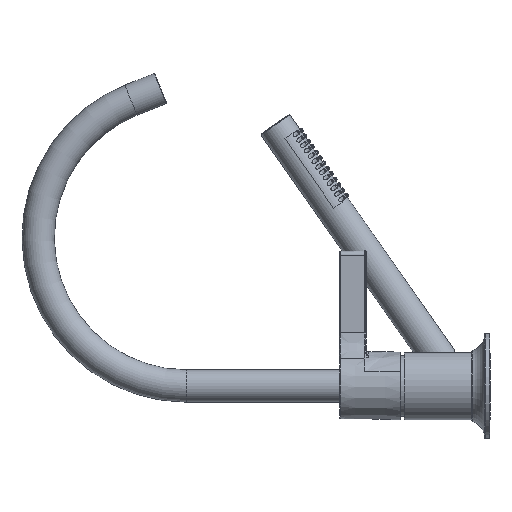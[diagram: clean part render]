
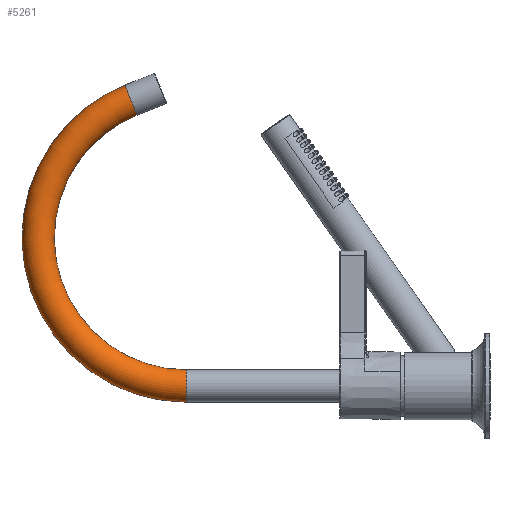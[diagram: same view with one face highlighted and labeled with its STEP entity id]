
A CAD part, left-side view. The second image highlights one B-rep face of the part: STEP entity #5261.
In plain terms, the highlighted toroidal (fillet/blend) face has major radius 110 mm and minor radius 12 mm.
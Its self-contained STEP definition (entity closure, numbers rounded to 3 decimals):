
#107 = DIRECTION ( 'NONE',  ( 0., 0., 1. ) ) ;
#608 = VERTEX_POINT ( 'NONE', #5335 ) ;
#677 = CIRCLE ( 'NONE', #3318, 12. ) ;
#829 = TOROIDAL_SURFACE ( 'NONE', #6345, 110., 12. ) ;
#917 = VERTEX_POINT ( 'NONE', #9099 ) ;
#2038 = CARTESIAN_POINT ( 'NONE',  ( 110., 188., 0. ) ) ;
#2185 = CARTESIAN_POINT ( 'NONE',  ( 212.016, 229.142, 0. ) ) ;
#2992 = DIRECTION ( 'NONE',  ( -1., 0., 0. ) ) ;
#3137 = DIRECTION ( 'NONE',  ( 0., 0., 1. ) ) ;
#3318 = AXIS2_PLACEMENT_3D ( 'NONE', #11474, #5783, #107 ) ;
#3974 = ORIENTED_EDGE ( 'NONE', *, *, #4441, .T. ) ;
#4197 = EDGE_CURVE ( 'NONE', #917, #917, #11935, .T. ) ;
#4441 = EDGE_CURVE ( 'NONE', #608, #608, #677, .T. ) ;
#4961 = FACE_OUTER_BOUND ( 'NONE', #10480, .T. ) ;
#5261 = ADVANCED_FACE ( 'NONE', ( #4961, #7191 ), #829, .T. ) ;
#5335 = CARTESIAN_POINT ( 'NONE',  ( 0., 188., 12. ) ) ;
#5434 = EDGE_LOOP ( 'NONE', ( #9865 ) ) ;
#5783 = DIRECTION ( 'NONE',  ( 0., 1., 0. ) ) ;
#6345 = AXIS2_PLACEMENT_3D ( 'NONE', #2038, #7683, #2992 ) ;
#7191 = FACE_OUTER_BOUND ( 'NONE', #5434, .T. ) ;
#7683 = DIRECTION ( 'NONE',  ( 0., 0., -1. ) ) ;
#8808 = DIRECTION ( 'NONE',  ( 0.374, -0.927, 0. ) ) ;
#9099 = CARTESIAN_POINT ( 'NONE',  ( 212.016, 229.142, 12. ) ) ;
#9865 = ORIENTED_EDGE ( 'NONE', *, *, #4197, .F. ) ;
#9922 = AXIS2_PLACEMENT_3D ( 'NONE', #2185, #8808, #3137 ) ;
#10480 = EDGE_LOOP ( 'NONE', ( #3974 ) ) ;
#11474 = CARTESIAN_POINT ( 'NONE',  ( 0., 188., 0. ) ) ;
#11935 = CIRCLE ( 'NONE', #9922, 12. ) ;
